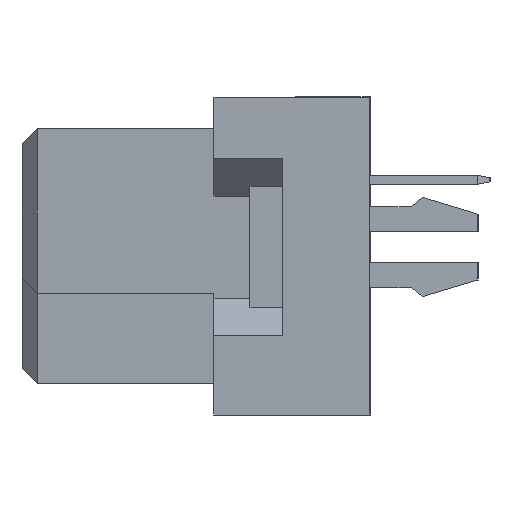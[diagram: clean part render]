
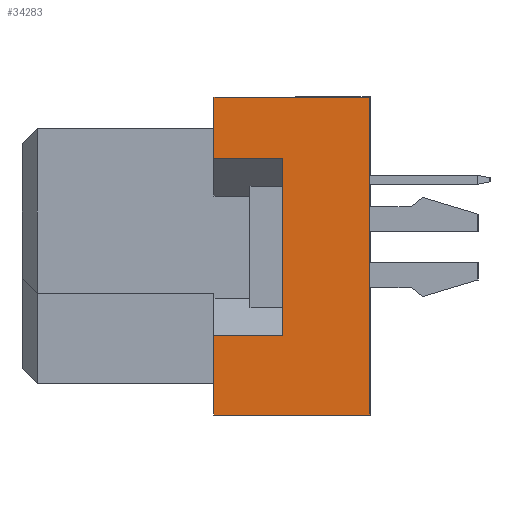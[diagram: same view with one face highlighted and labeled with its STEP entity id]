
A CAD part, left-side view. The second image highlights one B-rep face of the part: STEP entity #34283.
In plain terms, the highlighted planar face has unit normal (-1, 0, 0).
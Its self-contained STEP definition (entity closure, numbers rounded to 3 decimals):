
#140 = VECTOR ( 'NONE', #17101, 1000. ) ;
#1636 = ORIENTED_EDGE ( 'NONE', *, *, #5923, .T. ) ;
#1687 = EDGE_CURVE ( 'NONE', #9141, #28702, #36447, .T. ) ;
#3085 = EDGE_LOOP ( 'NONE', ( #6673, #6181, #17398, #7594, #1636, #27491, #16896, #8998 ) ) ;
#4178 = DIRECTION ( 'NONE',  ( 0., 0., 1. ) ) ;
#5004 = VERTEX_POINT ( 'NONE', #29433 ) ;
#5325 = CARTESIAN_POINT ( 'NONE',  ( -47.5, -6.4, 3.25 ) ) ;
#5793 = VECTOR ( 'NONE', #34780, 1000. ) ;
#5923 = EDGE_CURVE ( 'NONE', #28702, #5004, #27313, .T. ) ;
#6181 = ORIENTED_EDGE ( 'NONE', *, *, #30076, .F. ) ;
#6241 = DIRECTION ( 'NONE',  ( 0., 1., 0. ) ) ;
#6673 = ORIENTED_EDGE ( 'NONE', *, *, #9938, .T. ) ;
#7594 = ORIENTED_EDGE ( 'NONE', *, *, #1687, .T. ) ;
#7692 = FACE_OUTER_BOUND ( 'NONE', #3085, .T. ) ;
#7735 = DIRECTION ( 'NONE',  ( 0., 0., 1. ) ) ;
#7898 = CARTESIAN_POINT ( 'NONE',  ( -47.5, -11.6, -5.3 ) ) ;
#8909 = DIRECTION ( 'NONE',  ( 0., 0., 1. ) ) ;
#8998 = ORIENTED_EDGE ( 'NONE', *, *, #14787, .F. ) ;
#9141 = VERTEX_POINT ( 'NONE', #7898 ) ;
#9938 = EDGE_CURVE ( 'NONE', #27842, #21275, #24279, .T. ) ;
#12344 = VERTEX_POINT ( 'NONE', #5325 ) ;
#12514 = CARTESIAN_POINT ( 'NONE',  ( -47.5, -6.4, -5.3 ) ) ;
#13832 = LINE ( 'NONE', #23680, #20603 ) ;
#14575 = VECTOR ( 'NONE', #18617, 1000. ) ;
#14787 = EDGE_CURVE ( 'NONE', #27842, #22390, #13832, .T. ) ;
#16276 = VECTOR ( 'NONE', #8909, 1000. ) ;
#16758 = DIRECTION ( 'NONE',  ( -1., 0., 0. ) ) ;
#16896 = ORIENTED_EDGE ( 'NONE', *, *, #31840, .F. ) ;
#17101 = DIRECTION ( 'NONE',  ( 0., 0., 1. ) ) ;
#17398 = ORIENTED_EDGE ( 'NONE', *, *, #29097, .F. ) ;
#18317 = LINE ( 'NONE', #35833, #37124 ) ;
#18617 = DIRECTION ( 'NONE',  ( 0., 0., 1. ) ) ;
#18763 = EDGE_CURVE ( 'NONE', #12344, #5004, #20452, .T. ) ;
#18914 = CARTESIAN_POINT ( 'NONE',  ( -47.5, -8.7, 3.25 ) ) ;
#19513 = PLANE ( 'NONE',  #37934 ) ;
#20452 = LINE ( 'NONE', #28724, #140 ) ;
#20603 = VECTOR ( 'NONE', #7735, 1000. ) ;
#21192 = CARTESIAN_POINT ( 'NONE',  ( -47.5, -6.4, -5.3 ) ) ;
#21275 = VERTEX_POINT ( 'NONE', #35958 ) ;
#21413 = CARTESIAN_POINT ( 'NONE',  ( -47.5, -8.7, 3.25 ) ) ;
#22390 = VERTEX_POINT ( 'NONE', #21413 ) ;
#23680 = CARTESIAN_POINT ( 'NONE',  ( -47.5, -8.7, -2.65 ) ) ;
#23900 = CARTESIAN_POINT ( 'NONE',  ( -47.5, -11.6, 5.3 ) ) ;
#24279 = LINE ( 'NONE', #38836, #27527 ) ;
#27313 = LINE ( 'NONE', #36729, #35117 ) ;
#27491 = ORIENTED_EDGE ( 'NONE', *, *, #18763, .F. ) ;
#27527 = VECTOR ( 'NONE', #32736, 1000. ) ;
#27842 = VERTEX_POINT ( 'NONE', #36222 ) ;
#28064 = LINE ( 'NONE', #12514, #14575 ) ;
#28702 = VERTEX_POINT ( 'NONE', #23900 ) ;
#28724 = CARTESIAN_POINT ( 'NONE',  ( -47.5, -6.4, -5.3 ) ) ;
#29097 = EDGE_CURVE ( 'NONE', #9141, #29923, #18317, .T. ) ;
#29433 = CARTESIAN_POINT ( 'NONE',  ( -47.5, -6.4, 5.3 ) ) ;
#29923 = VERTEX_POINT ( 'NONE', #21192 ) ;
#29941 = DIRECTION ( 'NONE',  ( 0., 1., 0. ) ) ;
#30076 = EDGE_CURVE ( 'NONE', #29923, #21275, #28064, .T. ) ;
#31124 = CARTESIAN_POINT ( 'NONE',  ( -47.5, -11.6, 5.3 ) ) ;
#31840 = EDGE_CURVE ( 'NONE', #22390, #12344, #33863, .T. ) ;
#32736 = DIRECTION ( 'NONE',  ( 0., 1., 0. ) ) ;
#33114 = CARTESIAN_POINT ( 'NONE',  ( -47.5, -11.6, 5.3 ) ) ;
#33863 = LINE ( 'NONE', #18914, #5793 ) ;
#34283 = ADVANCED_FACE ( 'NONE', ( #7692 ), #19513, .T. ) ;
#34780 = DIRECTION ( 'NONE',  ( 0., 1., 0. ) ) ;
#35117 = VECTOR ( 'NONE', #6241, 1000. ) ;
#35833 = CARTESIAN_POINT ( 'NONE',  ( -47.5, -11.6, -5.3 ) ) ;
#35958 = CARTESIAN_POINT ( 'NONE',  ( -47.5, -6.4, -2.65 ) ) ;
#36222 = CARTESIAN_POINT ( 'NONE',  ( -47.5, -8.7, -2.65 ) ) ;
#36447 = LINE ( 'NONE', #33114, #16276 ) ;
#36729 = CARTESIAN_POINT ( 'NONE',  ( -47.5, -11.6, 5.3 ) ) ;
#37124 = VECTOR ( 'NONE', #29941, 1000. ) ;
#37934 = AXIS2_PLACEMENT_3D ( 'NONE', #31124, #16758, #4178 ) ;
#38836 = CARTESIAN_POINT ( 'NONE',  ( -47.5, -8.7, -2.65 ) ) ;
